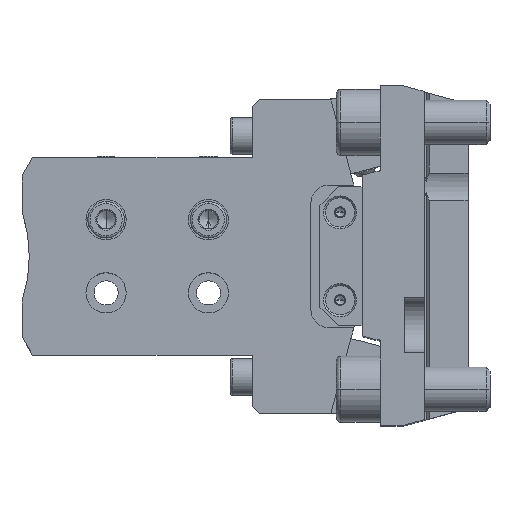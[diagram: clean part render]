
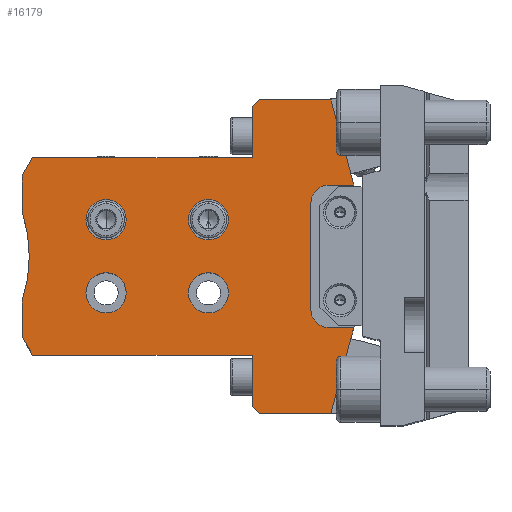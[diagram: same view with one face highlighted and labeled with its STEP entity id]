
A CAD part, top view. The second image highlights one B-rep face of the part: STEP entity #16179.
In plain terms, the highlighted planar face has unit normal (0, 0, 1).
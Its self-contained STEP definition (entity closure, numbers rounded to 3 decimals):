
#654=DIRECTION('',(0.259,-0.966,0.));
#655=VECTOR('',#654,3.106);
#656=CARTESIAN_POINT('',(-20.047,22.5,20.));
#657=LINE('',#656,#655);
#986=DIRECTION('',(-1.,0.,0.));
#987=VECTOR('',#986,6.756);
#988=CARTESIAN_POINT('',(-19.244,19.5,20.));
#989=LINE('',#988,#987);
#990=DIRECTION('',(0.,-1.,0.));
#991=VECTOR('',#990,29.);
#992=CARTESIAN_POINT('',(-31.,14.5,20.));
#993=LINE('',#992,#991);
#994=DIRECTION('',(-1.,0.,0.));
#995=VECTOR('',#994,6.756);
#996=CARTESIAN_POINT('',(-19.244,-19.5,20.));
#997=LINE('',#996,#995);
#998=DIRECTION('',(0.259,0.966,0.));
#999=VECTOR('',#998,21.223);
#1000=CARTESIAN_POINT('',(-25.54,-43.,20.));
#1001=LINE('',#1000,#999);
#1002=DIRECTION('',(-0.259,0.966,0.));
#1003=VECTOR('',#1002,21.223);
#1004=CARTESIAN_POINT('',(-20.047,22.5,20.));
#1005=LINE('',#1004,#1003);
#1006=CARTESIAN_POINT('',(-87.,-10.,20.));
#1007=DIRECTION('',(0.,0.,-1.));
#1008=DIRECTION('',(1.,0.,0.));
#1009=AXIS2_PLACEMENT_3D('',#1006,#1007,#1008);
#1011=CARTESIAN_POINT('',(-87.,-10.,20.));
#1012=DIRECTION('',(0.,0.,-1.));
#1013=DIRECTION('',(-1.,0.,0.));
#1014=AXIS2_PLACEMENT_3D('',#1011,#1012,#1013);
#1016=CARTESIAN_POINT('',(-59.,-10.,20.));
#1017=DIRECTION('',(0.,0.,-1.));
#1018=DIRECTION('',(1.,0.,0.));
#1019=AXIS2_PLACEMENT_3D('',#1016,#1017,#1018);
#1021=CARTESIAN_POINT('',(-59.,-10.,20.));
#1022=DIRECTION('',(0.,0.,-1.));
#1023=DIRECTION('',(-1.,0.,0.));
#1024=AXIS2_PLACEMENT_3D('',#1021,#1022,#1023);
#1026=CARTESIAN_POINT('',(-87.,10.,20.));
#1027=DIRECTION('',(0.,0.,-1.));
#1028=DIRECTION('',(1.,0.,0.));
#1029=AXIS2_PLACEMENT_3D('',#1026,#1027,#1028);
#1031=CARTESIAN_POINT('',(-87.,10.,20.));
#1032=DIRECTION('',(0.,0.,-1.));
#1033=DIRECTION('',(-1.,0.,0.));
#1034=AXIS2_PLACEMENT_3D('',#1031,#1032,#1033);
#1036=CARTESIAN_POINT('',(-59.,10.,20.));
#1037=DIRECTION('',(0.,0.,-1.));
#1038=DIRECTION('',(1.,0.,0.));
#1039=AXIS2_PLACEMENT_3D('',#1036,#1037,#1038);
#1041=CARTESIAN_POINT('',(-59.,10.,20.));
#1042=DIRECTION('',(0.,0.,-1.));
#1043=DIRECTION('',(-1.,0.,0.));
#1044=AXIS2_PLACEMENT_3D('',#1041,#1042,#1043);
#1050=CARTESIAN_POINT('',(-26.,14.5,20.));
#1051=DIRECTION('',(0.,0.,-1.));
#1052=DIRECTION('',(-1.,0.,0.));
#1053=AXIS2_PLACEMENT_3D('',#1050,#1051,#1052);
#1927=DIRECTION('',(1.,0.,0.));
#1928=VECTOR('',#1927,19.46);
#1929=CARTESIAN_POINT('',(-45.,-43.,20.));
#1930=LINE('',#1929,#1928);
#2469=DIRECTION('',(-0.259,-0.966,0.));
#2470=VECTOR('',#2469,3.106);
#2471=CARTESIAN_POINT('',(-19.244,-19.5,20.));
#2472=LINE('',#2471,#2470);
#2570=DIRECTION('',(-1.,0.,0.));
#2571=VECTOR('',#2570,60.113);
#2572=CARTESIAN_POINT('',(-47.,-27.,20.));
#2573=LINE('',#2572,#2571);
#2602=DIRECTION('',(0.,1.,0.));
#2603=VECTOR('',#2602,14.);
#2604=CARTESIAN_POINT('',(-47.,-41.,20.));
#2605=LINE('',#2604,#2603);
#2620=DIRECTION('',(0.707,-0.707,0.));
#2621=VECTOR('',#2620,2.828);
#2622=CARTESIAN_POINT('',(-47.,-41.,20.));
#2623=LINE('',#2622,#2621);
#2806=DIRECTION('',(0.5,-0.866,0.));
#2807=VECTOR('',#2806,5.774);
#2808=CARTESIAN_POINT('',(-110.,-22.,20.));
#2809=LINE('',#2808,#2807);
#2810=DIRECTION('',(0.,1.,0.));
#2811=VECTOR('',#2810,9.51);
#2812=CARTESIAN_POINT('',(-110.,-22.,20.));
#2813=LINE('',#2812,#2811);
#3313=CARTESIAN_POINT('',(-148.,0.,20.));
#3314=DIRECTION('',(0.,0.,-1.));
#3315=DIRECTION('',(0.95,0.312,0.));
#3316=AXIS2_PLACEMENT_3D('',#3313,#3314,#3315);
#3327=DIRECTION('',(0.,1.,0.));
#3328=VECTOR('',#3327,9.51);
#3329=CARTESIAN_POINT('',(-110.,12.49,20.));
#3330=LINE('',#3329,#3328);
#4049=DIRECTION('',(-0.5,-0.866,0.));
#4050=VECTOR('',#4049,5.774);
#4051=CARTESIAN_POINT('',(-107.113,27.,20.));
#4052=LINE('',#4051,#4050);
#4053=DIRECTION('',(1.,0.,0.));
#4054=VECTOR('',#4053,60.113);
#4055=CARTESIAN_POINT('',(-107.113,27.,20.));
#4056=LINE('',#4055,#4054);
#4091=DIRECTION('',(0.,1.,0.));
#4092=VECTOR('',#4091,14.);
#4093=CARTESIAN_POINT('',(-47.,27.,20.));
#4094=LINE('',#4093,#4092);
#4113=DIRECTION('',(-0.707,-0.707,0.));
#4114=VECTOR('',#4113,2.828);
#4115=CARTESIAN_POINT('',(-45.,43.,20.));
#4116=LINE('',#4115,#4114);
#4149=DIRECTION('',(1.,0.,0.));
#4150=VECTOR('',#4149,19.46);
#4151=CARTESIAN_POINT('',(-45.,43.,20.));
#4152=LINE('',#4151,#4150);
#4927=CARTESIAN_POINT('',(-26.,-14.5,20.));
#4928=DIRECTION('',(0.,0.,-1.));
#4929=DIRECTION('',(0.,-1.,0.));
#4930=AXIS2_PLACEMENT_3D('',#4927,#4928,#4929);
#12832=CARTESIAN_POINT('',(-45.,-43.,20.));
#12833=CARTESIAN_POINT('',(-25.54,-43.,20.));
#12834=VERTEX_POINT('',#12832);
#12835=VERTEX_POINT('',#12833);
#12836=CARTESIAN_POINT('',(-47.,-41.,20.));
#12837=CARTESIAN_POINT('',(-47.,-27.,20.));
#12838=VERTEX_POINT('',#12836);
#12839=VERTEX_POINT('',#12837);
#12840=CARTESIAN_POINT('',(-107.113,-27.,20.));
#12841=VERTEX_POINT('',#12840);
#12842=CARTESIAN_POINT('',(-110.,-22.,20.));
#12843=CARTESIAN_POINT('',(-110.,-12.49,20.));
#12844=VERTEX_POINT('',#12842);
#12845=VERTEX_POINT('',#12843);
#12846=CARTESIAN_POINT('',(-110.,12.49,20.));
#12847=VERTEX_POINT('',#12846);
#12848=CARTESIAN_POINT('',(-110.,22.,20.));
#12849=VERTEX_POINT('',#12848);
#12850=CARTESIAN_POINT('',(-107.113,27.,20.));
#12851=CARTESIAN_POINT('',(-47.,27.,20.));
#12852=VERTEX_POINT('',#12850);
#12853=VERTEX_POINT('',#12851);
#12854=CARTESIAN_POINT('',(-47.,41.,20.));
#12855=VERTEX_POINT('',#12854);
#12856=CARTESIAN_POINT('',(-45.,43.,20.));
#12857=CARTESIAN_POINT('',(-25.54,43.,20.));
#12858=VERTEX_POINT('',#12856);
#12859=VERTEX_POINT('',#12857);
#12860=CARTESIAN_POINT('',(-20.047,22.5,20.));
#12861=VERTEX_POINT('',#12860);
#12862=CARTESIAN_POINT('',(-20.047,-22.5,20.));
#12863=VERTEX_POINT('',#12862);
#12868=CARTESIAN_POINT('',(-19.244,19.5,20.));
#12870=VERTEX_POINT('',#12868);
#12872=CARTESIAN_POINT('',(-19.244,-19.5,20.));
#12874=VERTEX_POINT('',#12872);
#12880=CARTESIAN_POINT('',(-26.,-19.5,20.));
#12881=VERTEX_POINT('',#12880);
#12882=CARTESIAN_POINT('',(-31.,-14.5,20.));
#12883=VERTEX_POINT('',#12882);
#12888=CARTESIAN_POINT('',(-31.,14.5,20.));
#12889=VERTEX_POINT('',#12888);
#12890=CARTESIAN_POINT('',(-26.,19.5,20.));
#12891=VERTEX_POINT('',#12890);
#12995=CARTESIAN_POINT('',(-81.5,-10.,20.));
#12996=CARTESIAN_POINT('',(-92.5,-10.,20.));
#12997=VERTEX_POINT('',#12995);
#12998=VERTEX_POINT('',#12996);
#13019=CARTESIAN_POINT('',(-53.5,-10.,20.));
#13020=CARTESIAN_POINT('',(-64.5,-10.,20.));
#13021=VERTEX_POINT('',#13019);
#13022=VERTEX_POINT('',#13020);
#13043=CARTESIAN_POINT('',(-81.5,10.,20.));
#13044=CARTESIAN_POINT('',(-92.5,10.,20.));
#13045=VERTEX_POINT('',#13043);
#13046=VERTEX_POINT('',#13044);
#13063=CARTESIAN_POINT('',(-53.5,10.,20.));
#13064=CARTESIAN_POINT('',(-64.5,10.,20.));
#13065=VERTEX_POINT('',#13063);
#13066=VERTEX_POINT('',#13064);
#16106=CARTESIAN_POINT('',(-12.,0.,20.));
#16107=DIRECTION('',(0.,0.,1.));
#16108=DIRECTION('',(-1.,0.,0.));
#16109=AXIS2_PLACEMENT_3D('',#16106,#16107,#16108);
#16110=PLANE('',#16109);
#16112=ORIENTED_EDGE('',*,*,#16111,.T.);
#16114=ORIENTED_EDGE('',*,*,#16113,.F.);
#16116=ORIENTED_EDGE('',*,*,#16115,.T.);
#16118=ORIENTED_EDGE('',*,*,#16117,.F.);
#16120=ORIENTED_EDGE('',*,*,#16119,.F.);
#16122=ORIENTED_EDGE('',*,*,#16121,.T.);
#16124=ORIENTED_EDGE('',*,*,#16123,.F.);
#16126=ORIENTED_EDGE('',*,*,#16125,.F.);
#16128=ORIENTED_EDGE('',*,*,#16127,.F.);
#16130=ORIENTED_EDGE('',*,*,#16129,.T.);
#16132=ORIENTED_EDGE('',*,*,#16131,.T.);
#16134=ORIENTED_EDGE('',*,*,#16133,.F.);
#16136=ORIENTED_EDGE('',*,*,#16135,.T.);
#16138=ORIENTED_EDGE('',*,*,#16137,.F.);
#16140=ORIENTED_EDGE('',*,*,#16139,.T.);
#16142=ORIENTED_EDGE('',*,*,#16141,.F.);
#16144=ORIENTED_EDGE('',*,*,#16143,.T.);
#16146=ORIENTED_EDGE('',*,*,#16145,.T.);
#16148=ORIENTED_EDGE('',*,*,#16147,.F.);
#16150=ORIENTED_EDGE('',*,*,#16149,.T.);
#16151=ORIENTED_EDGE('',*,*,#16086,.F.);
#16152=ORIENTED_EDGE('',*,*,#15767,.T.);
#16153=EDGE_LOOP('',(#16112,#16114,#16116,#16118,#16120,#16122,#16124,#16126,
#16128,#16130,#16132,#16134,#16136,#16138,#16140,#16142,#16144,#16146,#16148,
#16150,#16151,#16152));
#16154=FACE_OUTER_BOUND('',#16153,.F.);
#16156=ORIENTED_EDGE('',*,*,#16155,.F.);
#16158=ORIENTED_EDGE('',*,*,#16157,.F.);
#16159=EDGE_LOOP('',(#16156,#16158));
#16160=FACE_BOUND('',#16159,.F.);
#16162=ORIENTED_EDGE('',*,*,#16161,.F.);
#16164=ORIENTED_EDGE('',*,*,#16163,.F.);
#16165=EDGE_LOOP('',(#16162,#16164));
#16166=FACE_BOUND('',#16165,.F.);
#16168=ORIENTED_EDGE('',*,*,#16167,.F.);
#16170=ORIENTED_EDGE('',*,*,#16169,.F.);
#16171=EDGE_LOOP('',(#16168,#16170));
#16172=FACE_BOUND('',#16171,.F.);
#16174=ORIENTED_EDGE('',*,*,#16173,.F.);
#16176=ORIENTED_EDGE('',*,*,#16175,.F.);
#16177=EDGE_LOOP('',(#16174,#16176));
#16178=FACE_BOUND('',#16177,.F.);
#16179=ADVANCED_FACE('',(#16154,#16160,#16166,#16172,#16178),#16110,.T.);
#1010=CIRCLE('',#1009,5.5);
#1015=CIRCLE('',#1014,5.5);
#1020=CIRCLE('',#1019,5.5);
#1025=CIRCLE('',#1024,5.5);
#1030=CIRCLE('',#1029,5.5);
#1035=CIRCLE('',#1034,5.5);
#1040=CIRCLE('',#1039,5.5);
#1045=CIRCLE('',#1044,5.5);
#1054=CIRCLE('',#1053,5.);
#3317=CIRCLE('',#3316,40.);
#4931=CIRCLE('',#4930,5.);
#15767=EDGE_CURVE('',#12861,#12870,#657,.T.);
#16086=EDGE_CURVE('',#12861,#12859,#1005,.T.);
#16111=EDGE_CURVE('',#12870,#12891,#989,.T.);
#16113=EDGE_CURVE('',#12889,#12891,#1054,.T.);
#16115=EDGE_CURVE('',#12889,#12883,#993,.T.);
#16117=EDGE_CURVE('',#12881,#12883,#4931,.T.);
#16119=EDGE_CURVE('',#12874,#12881,#997,.T.);
#16121=EDGE_CURVE('',#12874,#12863,#2472,.T.);
#16123=EDGE_CURVE('',#12835,#12863,#1001,.T.);
#16125=EDGE_CURVE('',#12834,#12835,#1930,.T.);
#16127=EDGE_CURVE('',#12838,#12834,#2623,.T.);
#16129=EDGE_CURVE('',#12838,#12839,#2605,.T.);
#16131=EDGE_CURVE('',#12839,#12841,#2573,.T.);
#16133=EDGE_CURVE('',#12844,#12841,#2809,.T.);
#16135=EDGE_CURVE('',#12844,#12845,#2813,.T.);
#16137=EDGE_CURVE('',#12847,#12845,#3317,.T.);
#16139=EDGE_CURVE('',#12847,#12849,#3330,.T.);
#16141=EDGE_CURVE('',#12852,#12849,#4052,.T.);
#16143=EDGE_CURVE('',#12852,#12853,#4056,.T.);
#16145=EDGE_CURVE('',#12853,#12855,#4094,.T.);
#16147=EDGE_CURVE('',#12858,#12855,#4116,.T.);
#16149=EDGE_CURVE('',#12858,#12859,#4152,.T.);
#16155=EDGE_CURVE('',#12997,#12998,#1010,.T.);
#16157=EDGE_CURVE('',#12998,#12997,#1015,.T.);
#16161=EDGE_CURVE('',#13021,#13022,#1020,.T.);
#16163=EDGE_CURVE('',#13022,#13021,#1025,.T.);
#16167=EDGE_CURVE('',#13045,#13046,#1030,.T.);
#16169=EDGE_CURVE('',#13046,#13045,#1035,.T.);
#16173=EDGE_CURVE('',#13065,#13066,#1040,.T.);
#16175=EDGE_CURVE('',#13066,#13065,#1045,.T.);
